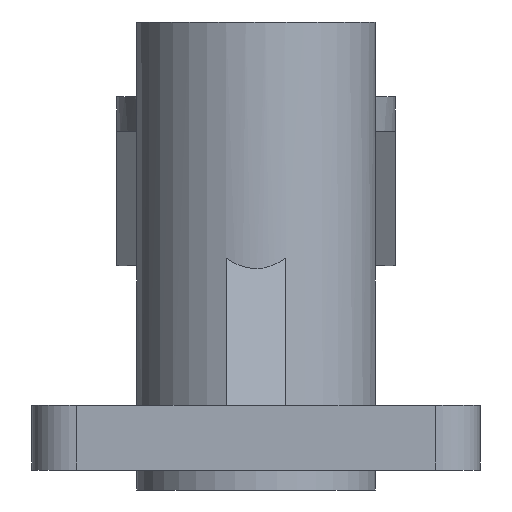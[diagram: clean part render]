
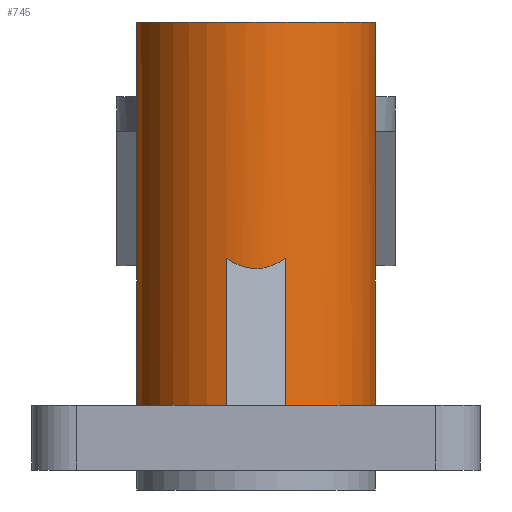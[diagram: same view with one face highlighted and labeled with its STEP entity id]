
A CAD part, front view. The second image highlights one B-rep face of the part: STEP entity #745.
In plain terms, the highlighted cylindrical face has radius 24 mm (diameter 48 mm), a full revolution.
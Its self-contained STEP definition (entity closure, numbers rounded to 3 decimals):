
#15=FACE_BOUND('',#135,.T.);
#16=FACE_BOUND('',#136,.T.);
#62=ELLIPSE('',#792,70.171,24.);
#94=FACE_OUTER_BOUND('',#134,.T.);
#134=EDGE_LOOP('',(#553));
#135=EDGE_LOOP('',(#554,#555,#556,#557));
#136=EDGE_LOOP('',(#558,#559,#560,#561));
#213=LINE('',#1149,#265);
#215=LINE('',#1153,#267);
#222=LINE('',#1175,#274);
#223=LINE('',#1178,#275);
#265=VECTOR('',#910,29.569);
#267=VECTOR('',#914,29.569);
#274=VECTOR('',#933,27.);
#275=VECTOR('',#936,27.);
#309=CIRCLE('',#798,24.);
#310=CIRCLE('',#800,24.);
#311=CIRCLE('',#801,24.);
#312=CIRCLE('',#802,24.);
#361=VERTEX_POINT('',#1139);
#362=VERTEX_POINT('',#1140);
#365=VERTEX_POINT('',#1148);
#366=VERTEX_POINT('',#1152);
#372=VERTEX_POINT('',#1168);
#373=VERTEX_POINT('',#1171);
#374=VERTEX_POINT('',#1172);
#375=VERTEX_POINT('',#1174);
#376=VERTEX_POINT('',#1176);
#435=EDGE_CURVE('',#361,#362,#62,.T.);
#439=EDGE_CURVE('',#365,#361,#213,.T.);
#441=EDGE_CURVE('',#362,#366,#215,.T.);
#449=EDGE_CURVE('',#372,#372,#309,.T.);
#450=EDGE_CURVE('',#373,#374,#310,.T.);
#451=EDGE_CURVE('',#375,#374,#222,.T.);
#452=EDGE_CURVE('',#375,#376,#311,.T.);
#453=EDGE_CURVE('',#376,#373,#223,.T.);
#454=EDGE_CURVE('',#365,#366,#312,.T.);
#553=ORIENTED_EDGE('',*,*,#449,.T.);
#554=ORIENTED_EDGE('',*,*,#450,.T.);
#555=ORIENTED_EDGE('',*,*,#451,.F.);
#556=ORIENTED_EDGE('',*,*,#452,.T.);
#557=ORIENTED_EDGE('',*,*,#453,.T.);
#558=ORIENTED_EDGE('',*,*,#454,.F.);
#559=ORIENTED_EDGE('',*,*,#439,.T.);
#560=ORIENTED_EDGE('',*,*,#435,.T.);
#561=ORIENTED_EDGE('',*,*,#441,.T.);
#717=CYLINDRICAL_SURFACE('',#799,24.);
#745=ADVANCED_FACE('',(#94,#15,#16),#717,.T.);
#792=AXIS2_PLACEMENT_3D('',#1141,#903,#904);
#798=AXIS2_PLACEMENT_3D('',#1169,#927,#928);
#799=AXIS2_PLACEMENT_3D('',#1170,#929,#930);
#800=AXIS2_PLACEMENT_3D('',#1173,#931,#932);
#801=AXIS2_PLACEMENT_3D('',#1177,#934,#935);
#802=AXIS2_PLACEMENT_3D('',#1179,#937,#938);
#903=DIRECTION('center_axis',(0.,-0.94,0.342));
#904=DIRECTION('ref_axis',(0.,-0.342,-0.94));
#910=DIRECTION('',(0.,0.,1.));
#914=DIRECTION('',(0.,0.,-1.));
#927=DIRECTION('center_axis',(0.,0.,-1.));
#928=DIRECTION('ref_axis',(-1.,0.,0.));
#929=DIRECTION('center_axis',(0.,0.,1.));
#930=DIRECTION('ref_axis',(-1.,0.,0.));
#931=DIRECTION('center_axis',(0.,0.,
1.));
#932=DIRECTION('ref_axis',(-1.,0.,0.));
#933=DIRECTION('',(0.,0.,1.));
#934=DIRECTION('center_axis',(0.,0.,
-1.));
#935=DIRECTION('ref_axis',(-1.,0.,0.));
#936=DIRECTION('',(0.,0.,1.));
#937=DIRECTION('center_axis',(0.,0.,-1.));
#938=DIRECTION('ref_axis',(-1.,0.,0.));
#1139=CARTESIAN_POINT('',(-6.,-83.238,42.569));
#1140=CARTESIAN_POINT('',(6.,-83.238,42.569));
#1141=CARTESIAN_POINT('Origin',(0.,-60.,106.414));
#1148=CARTESIAN_POINT('',(-6.,-83.238,13.));
#1149=CARTESIAN_POINT('',(-6.,-83.238,13.));
#1152=CARTESIAN_POINT('',(6.,-83.238,13.));
#1153=CARTESIAN_POINT('',(6.,-83.238,13.));
#1168=CARTESIAN_POINT('',(24.,-60.,90.));
#1169=CARTESIAN_POINT('Origin',(0.,-60.,90.));
#1170=CARTESIAN_POINT('Origin',(0.,-60.,13.));
#1171=CARTESIAN_POINT('',(23.947,-61.6,68.));
#1172=CARTESIAN_POINT('',(-23.947,-61.6,68.));
#1173=CARTESIAN_POINT('Origin',(0.,-60.,68.));
#1174=CARTESIAN_POINT('',(-23.947,-61.6,41.));
#1175=CARTESIAN_POINT('',(-23.947,-61.6,13.));
#1176=CARTESIAN_POINT('',(23.947,-61.6,41.));
#1177=CARTESIAN_POINT('Origin',(0.,-60.,41.));
#1178=CARTESIAN_POINT('',(23.947,-61.6,13.));
#1179=CARTESIAN_POINT('Origin',(0.,-60.,13.));
